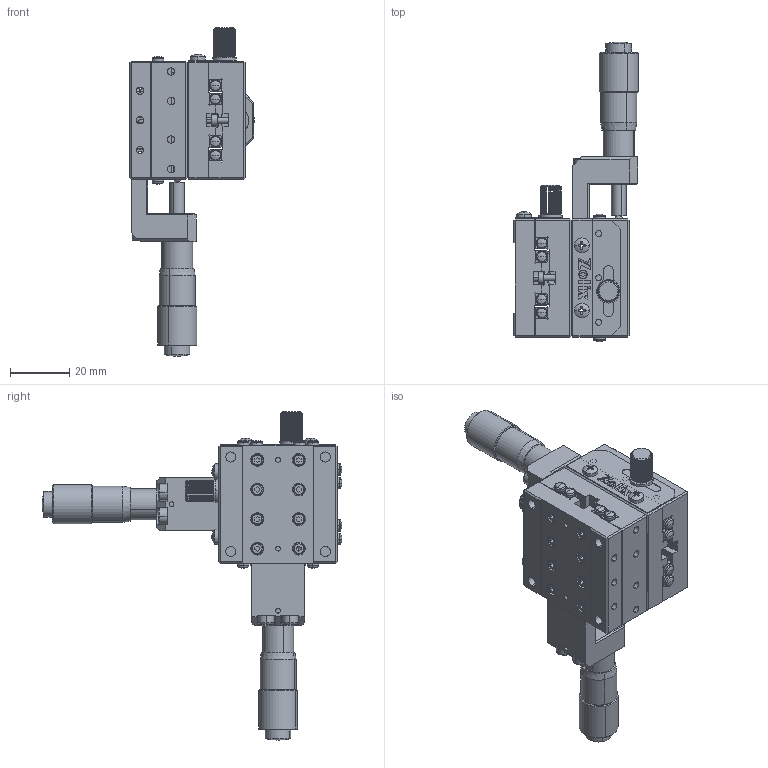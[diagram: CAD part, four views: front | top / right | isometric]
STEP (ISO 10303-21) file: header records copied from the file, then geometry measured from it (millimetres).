
FILE_DESCRIPTION (( 'STEP AP203' ), '1' );
FILE_NAME ('NFP-2461CC.step', '2019-05-08T07:17:42', ( '' ), ( '' ), 'SwSTEP 2.0', 'SolidWorks 2017', '' );
FILE_SCHEMA (( 'CONFIG_CONTROL_DESIGN' ));
Length unit declared in the file: millimetre
Products named in the file (1): NFP-2461CC
Bounding box: 42.08 x 101.4 x 111.1 mm (x, y, z)
Surface area: 34572.2 mm2 (no closed solid volume)
Topology: 0 solids, 68 shells, 1163 faces, 4839 edges, 3492 vertices
Faces by surface type: plane 636, cylinder 329, cone 70, bspline 64, torus 48, sphere 16
Entity records: 51921 total; most frequent: CARTESIAN_POINT 14059, DIRECTION 7506, ORIENTED_EDGE 7147, EDGE_CURVE 4777, VERTEX_POINT 3486, VECTOR 2548, LINE 2548, AXIS2_PLACEMENT_3D 2479
